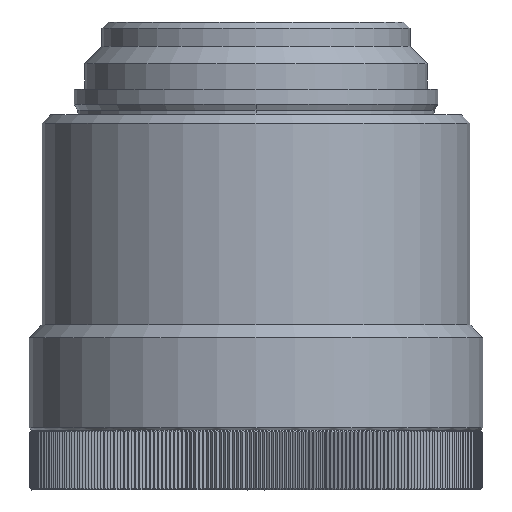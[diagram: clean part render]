
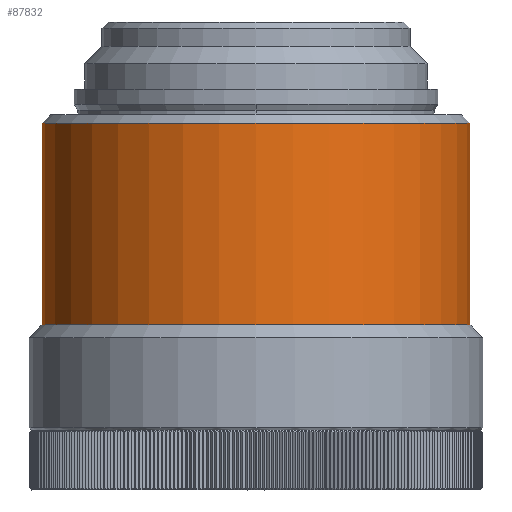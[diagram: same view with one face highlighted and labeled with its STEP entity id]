
A CAD part, front view. The second image highlights one B-rep face of the part: STEP entity #87832.
In plain terms, the highlighted cylindrical face has radius 50 mm (diameter 100 mm), a partial arc.
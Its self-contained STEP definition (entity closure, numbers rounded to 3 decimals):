
#843 = VECTOR ( 'NONE', #33925, 1000. ) ;
#7053 = CARTESIAN_POINT ( 'NONE',  ( -50., 0., -68.99 ) ) ;
#9205 = DIRECTION ( 'NONE',  ( 0., 0., -1. ) ) ;
#10077 = DIRECTION ( 'NONE',  ( 0., 0., -1. ) ) ;
#12632 = CIRCLE ( 'NONE', #77096, 50. ) ;
#13038 = CARTESIAN_POINT ( 'NONE',  ( 0., 0., -68.99 ) ) ;
#14284 = VERTEX_POINT ( 'NONE', #76154 ) ;
#16191 = ORIENTED_EDGE ( 'NONE', *, *, #37919, .T. ) ;
#19134 = CARTESIAN_POINT ( 'NONE',  ( -50., 0., -96.99 ) ) ;
#20240 = CARTESIAN_POINT ( 'NONE',  ( 0., 0., -96.99 ) ) ;
#20443 = AXIS2_PLACEMENT_3D ( 'NONE', #20240, #85380, #41534 ) ;
#20707 = LINE ( 'NONE', #24813, #50675 ) ;
#22155 = CYLINDRICAL_SURFACE ( 'NONE', #20443, 50. ) ;
#24813 = CARTESIAN_POINT ( 'NONE',  ( 50., 0., -96.99 ) ) ;
#25149 = VERTEX_POINT ( 'NONE', #7053 ) ;
#29090 = DIRECTION ( 'NONE',  ( 0., 0., -1. ) ) ;
#29113 = ORIENTED_EDGE ( 'NONE', *, *, #92544, .T. ) ;
#33925 = DIRECTION ( 'NONE',  ( 0., 0., -1. ) ) ;
#36480 = CARTESIAN_POINT ( 'NONE',  ( -50., 0., -21.93 ) ) ;
#37919 = EDGE_CURVE ( 'NONE', #38049, #25149, #80378, .T. ) ;
#38049 = VERTEX_POINT ( 'NONE', #36480 ) ;
#41534 = DIRECTION ( 'NONE',  ( -1., 0., 0. ) ) ;
#50675 = VECTOR ( 'NONE', #10077, 1000. ) ;
#55153 = ORIENTED_EDGE ( 'NONE', *, *, #83008, .F. ) ;
#57794 = DIRECTION ( 'NONE',  ( -1., 0., 0. ) ) ;
#58378 = VERTEX_POINT ( 'NONE', #69031 ) ;
#67465 = DIRECTION ( 'NONE',  ( -1., 0., 0. ) ) ;
#69031 = CARTESIAN_POINT ( 'NONE',  ( 50., 0., -68.99 ) ) ;
#72228 = EDGE_CURVE ( 'NONE', #14284, #58378, #20707, .T. ) ;
#76154 = CARTESIAN_POINT ( 'NONE',  ( 50., 0., -21.93 ) ) ;
#77096 = AXIS2_PLACEMENT_3D ( 'NONE', #82609, #9205, #67465 ) ;
#78675 = FACE_OUTER_BOUND ( 'NONE', #83527, .T. ) ;
#80378 = LINE ( 'NONE', #19134, #843 ) ;
#82609 = CARTESIAN_POINT ( 'NONE',  ( 0., 0., -21.93 ) ) ;
#83008 = EDGE_CURVE ( 'Defeature ausgef�hrt1_2+Defeature ausgef�hrt1_3+Defeature ausgef�hrt1_3+Defeature ausgef�hrt1_3', #58378, #25149, #94298, .T. ) ;
#83527 = EDGE_LOOP ( 'NONE', ( #92942, #29113, #16191, #55153 ) ) ;
#85380 = DIRECTION ( 'NONE',  ( 0., 0., -1. ) ) ;
#86335 = AXIS2_PLACEMENT_3D ( 'NONE', #13038, #29090, #57794 ) ;
#87832 = ADVANCED_FACE ( 'Defeature ausgef�hrt1_3', ( #78675 ), #22155, .T. ) ;
#92544 = EDGE_CURVE ( 'Defeature ausgef�hrt1_3+Defeature ausgef�hrt1_4+Defeature ausgef�hrt1_4+Defeature ausgef�hrt1_4', #14284, #38049, #12632, .T. ) ;
#92942 = ORIENTED_EDGE ( 'NONE', *, *, #72228, .F. ) ;
#94298 = CIRCLE ( 'NONE', #86335, 50. ) ;
